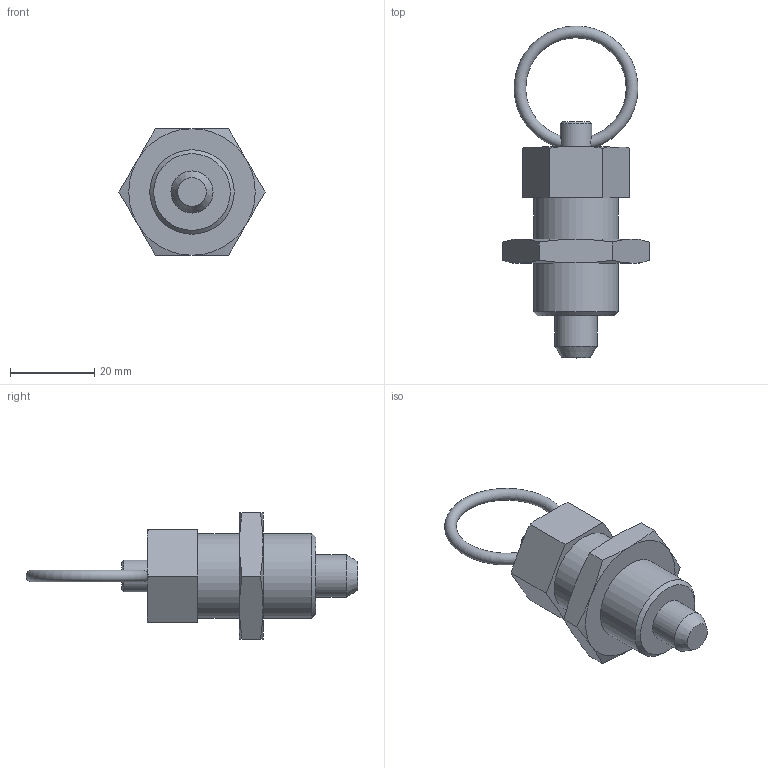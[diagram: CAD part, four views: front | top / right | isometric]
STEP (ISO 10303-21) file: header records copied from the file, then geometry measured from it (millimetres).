
FILE_DESCRIPTION( ( 'STEP AP214' ), '1' );
FILE_NAME( 'K0342.04410__ENTSPANNT_.stp', '2020-12-03T13:48:45', ( '' ), ( '' ), ' ', 'PARTsolutions', ' ' );
FILE_SCHEMA( ( 'AUTOMOTIVE_DESIGN { 1 0 10303 214 1 1 1 1 }' ) );
Length unit declared in the file: millimetre
Products named in the file (1): _K0342.04410 (ENTSPANNT)
Bounding box: 34.64 x 78.7 x 30 mm (x, y, z)
Volume: 17830.9 mm3; surface area: 5654 mm2
Topology: 1 solids, 1 shells, 45 faces, 104 edges, 64 vertices
Faces by surface type: plane 19, cone 15, torus 7, cylinder 4
Full cylindrical faces by diameter (mm): 7.5 x1, 10 x1, 20 x2
Entity records: 1774 total; most frequent: CARTESIAN_POINT 471, ORIENTED_EDGE 188, DIRECTION 176, EDGE_CURVE 94, AXIS2_PLACEMENT_3D 76, VERTEX_POINT 63, EDGE_LOOP 58, FACE_OUTER_BOUND 50
